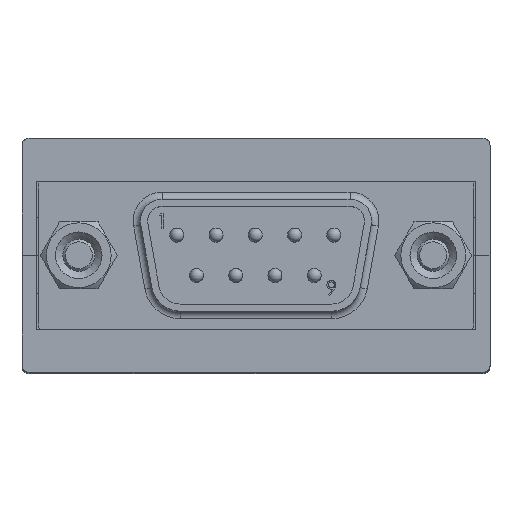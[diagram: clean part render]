
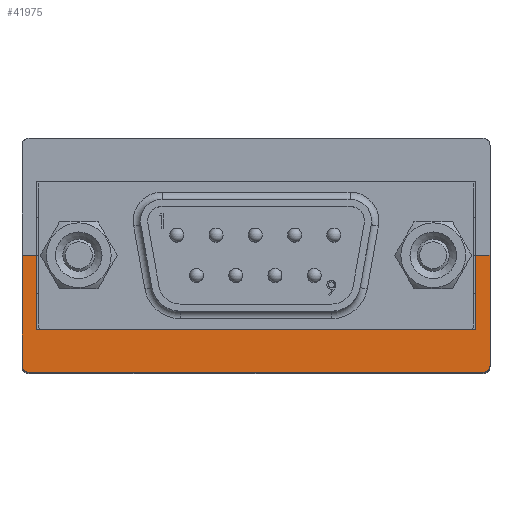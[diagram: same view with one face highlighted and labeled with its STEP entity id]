
A CAD part, top view. The second image highlights one B-rep face of the part: STEP entity #41975.
In plain terms, the highlighted face is planar.
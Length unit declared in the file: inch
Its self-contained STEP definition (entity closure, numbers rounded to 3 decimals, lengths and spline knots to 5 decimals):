
#350 = CARTESIAN_POINT ( 'NONE',  ( -1.04134, -0.3248, -0.64961 ) ) ;
#374 = EDGE_LOOP ( 'NONE', ( #25448, #30361, #23157, #42024, #7947, #15696, #24042, #38606, #1288, #4957 ) ) ;
#1274 = FACE_OUTER_BOUND ( 'NONE', #374, .T. ) ;
#1288 = ORIENTED_EDGE ( 'NONE', *, *, #45132, .T. ) ;
#1872 = DIRECTION ( 'NONE',  ( 0., 1., 0. ) ) ;
#2597 = CARTESIAN_POINT ( 'NONE',  ( -1.04134, -0.3248, -0.64961 ) ) ;
#3468 = AXIS2_PLACEMENT_3D ( 'NONE', #35047, #28066, #42290 ) ;
#3822 = VERTEX_POINT ( 'NONE', #33099 ) ;
#4444 = CARTESIAN_POINT ( 'NONE',  ( -1.04134, -0.12008, -0.61024 ) ) ;
#4957 = ORIENTED_EDGE ( 'NONE', *, *, #7858, .T. ) ;
#5561 = LINE ( 'NONE', #8850, #14826 ) ;
#5814 = CARTESIAN_POINT ( 'NONE',  ( -1.04134, 0., 0.62992 ) ) ;
#7858 = EDGE_CURVE ( 'NONE', #16507, #26393, #27950, .T. ) ;
#7947 = ORIENTED_EDGE ( 'NONE', *, *, #22585, .F. ) ;
#7994 = EDGE_CURVE ( 'NONE', #24416, #25328, #29461, .T. ) ;
#8498 = DIRECTION ( 'NONE',  ( -1., 0., 0. ) ) ;
#8664 = EDGE_CURVE ( 'NONE', #22251, #3822, #5561, .T. ) ;
#8850 = CARTESIAN_POINT ( 'NONE',  ( -1.04134, -0.3248, -0.64961 ) ) ;
#9050 = CARTESIAN_POINT ( 'NONE',  ( -1.04134, -0.3248, 0.64961 ) ) ;
#9117 = EDGE_CURVE ( 'NONE', #22251, #33893, #32181, .T. ) ;
#9377 = CARTESIAN_POINT ( 'NONE',  ( -1.04134, -0.01969, -0.64961 ) ) ;
#9995 = VECTOR ( 'NONE', #14370, 39.37008 ) ;
#10248 = CIRCLE ( 'NONE', #33982, 0.01969 ) ;
#11819 = CARTESIAN_POINT ( 'NONE',  ( -1.04134, -0.01969, 0.64961 ) ) ;
#12627 = VERTEX_POINT ( 'NONE', #9050 ) ;
#12784 = LINE ( 'NONE', #23688, #15917 ) ;
#13227 = CARTESIAN_POINT ( 'NONE',  ( -1.04134, -0.3248, 0.61024 ) ) ;
#13395 = VECTOR ( 'NONE', #20336, 39.37008 ) ;
#13913 = CARTESIAN_POINT ( 'NONE',  ( -1.04134, -0.3248, -0.64961 ) ) ;
#14370 = DIRECTION ( 'NONE',  ( 0., -1., 0. ) ) ;
#14540 = DIRECTION ( 'NONE',  ( 0., -1., 0. ) ) ;
#14641 = VERTEX_POINT ( 'NONE', #13227 ) ;
#14826 = VECTOR ( 'NONE', #22989, 39.37008 ) ;
#15696 = ORIENTED_EDGE ( 'NONE', *, *, #7994, .T. ) ;
#15917 = VECTOR ( 'NONE', #37889, 39.37008 ) ;
#16507 = VERTEX_POINT ( 'NONE', #11819 ) ;
#18665 = AXIS2_PLACEMENT_3D ( 'NONE', #30515, #8498, #22634 ) ;
#19262 = VECTOR ( 'NONE', #42943, 39.37008 ) ;
#20336 = DIRECTION ( 'NONE',  ( 0., 0., 1. ) ) ;
#21065 = VECTOR ( 'NONE', #1872, 39.37008 ) ;
#21710 = CARTESIAN_POINT ( 'NONE',  ( -1.04134, -0.07283, -0.61024 ) ) ;
#22251 = VERTEX_POINT ( 'NONE', #13913 ) ;
#22585 = EDGE_CURVE ( 'NONE', #24416, #3822, #39649, .T. ) ;
#22634 = DIRECTION ( 'NONE',  ( 0., 0., 1. ) ) ;
#22989 = DIRECTION ( 'NONE',  ( 0., 0., 1. ) ) ;
#23157 = ORIENTED_EDGE ( 'NONE', *, *, #9117, .F. ) ;
#23472 = DIRECTION ( 'NONE',  ( 0., 0., 1. ) ) ;
#23688 = CARTESIAN_POINT ( 'NONE',  ( -1.04134, 0., -0.64961 ) ) ;
#24034 = VECTOR ( 'NONE', #14540, 39.37008 ) ;
#24042 = ORIENTED_EDGE ( 'NONE', *, *, #30591, .T. ) ;
#24290 = EDGE_CURVE ( 'NONE', #14641, #12627, #40984, .T. ) ;
#24416 = VERTEX_POINT ( 'NONE', #4444 ) ;
#25328 = VERTEX_POINT ( 'NONE', #40240 ) ;
#25448 = ORIENTED_EDGE ( 'NONE', *, *, #30524, .F. ) ;
#26393 = VERTEX_POINT ( 'NONE', #5814 ) ;
#27815 = EDGE_CURVE ( 'NONE', #34950, #33893, #10248, .T. ) ;
#27950 = CIRCLE ( 'NONE', #3468, 0.01969 ) ;
#28066 = DIRECTION ( 'NONE',  ( -1., 0., 0. ) ) ;
#29461 = LINE ( 'NONE', #30819, #13395 ) ;
#29766 = LINE ( 'NONE', #43769, #21065 ) ;
#30078 = PLANE ( 'NONE',  #18665 ) ;
#30361 = ORIENTED_EDGE ( 'NONE', *, *, #27815, .T. ) ;
#30515 = CARTESIAN_POINT ( 'NONE',  ( -1.04134, -0.3248, -0.64961 ) ) ;
#30524 = EDGE_CURVE ( 'NONE', #34950, #26393, #12784, .T. ) ;
#30591 = EDGE_CURVE ( 'NONE', #25328, #14641, #30668, .T. ) ;
#30668 = LINE ( 'NONE', #44898, #9995 ) ;
#30819 = CARTESIAN_POINT ( 'NONE',  ( -1.04134, -0.12008, 0.61024 ) ) ;
#32181 = LINE ( 'NONE', #350, #19262 ) ;
#33099 = CARTESIAN_POINT ( 'NONE',  ( -1.04134, -0.3248, -0.61024 ) ) ;
#33893 = VERTEX_POINT ( 'NONE', #9377 ) ;
#33982 = AXIS2_PLACEMENT_3D ( 'NONE', #44669, #41171, #23472 ) ;
#34950 = VERTEX_POINT ( 'NONE', #39176 ) ;
#35047 = CARTESIAN_POINT ( 'NONE',  ( -1.04134, -0.01969, 0.62992 ) ) ;
#37889 = DIRECTION ( 'NONE',  ( 0., 0., 1. ) ) ;
#38606 = ORIENTED_EDGE ( 'NONE', *, *, #24290, .T. ) ;
#39176 = CARTESIAN_POINT ( 'NONE',  ( -1.04134, 0., -0.62992 ) ) ;
#39649 = LINE ( 'NONE', #21710, #24034 ) ;
#40240 = CARTESIAN_POINT ( 'NONE',  ( -1.04134, -0.12008, 0.61024 ) ) ;
#40984 = LINE ( 'NONE', #2597, #42746 ) ;
#41171 = DIRECTION ( 'NONE',  ( -1., 0., 0. ) ) ;
#41975 = ADVANCED_FACE ( 'NONE', ( #1274 ), #30078, .T. ) ;
#42024 = ORIENTED_EDGE ( 'NONE', *, *, #8664, .T. ) ;
#42290 = DIRECTION ( 'NONE',  ( 0., 0., 1. ) ) ;
#42746 = VECTOR ( 'NONE', #44708, 39.37008 ) ;
#42943 = DIRECTION ( 'NONE',  ( 0., 1., 0. ) ) ;
#43769 = CARTESIAN_POINT ( 'NONE',  ( -1.04134, -0.3248, 0.64961 ) ) ;
#44669 = CARTESIAN_POINT ( 'NONE',  ( -1.04134, -0.01969, -0.62992 ) ) ;
#44708 = DIRECTION ( 'NONE',  ( 0., 0., 1. ) ) ;
#44898 = CARTESIAN_POINT ( 'NONE',  ( -1.04134, -0.07283, 0.61024 ) ) ;
#45132 = EDGE_CURVE ( 'NONE', #12627, #16507, #29766, .T. ) ;
